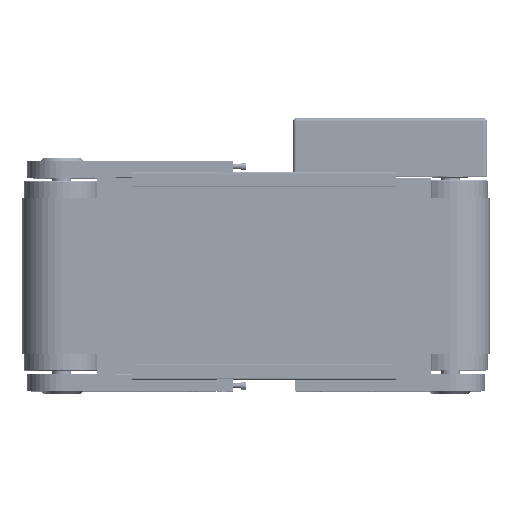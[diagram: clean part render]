
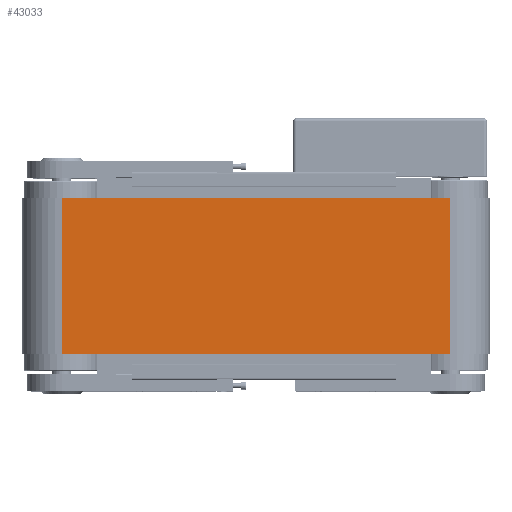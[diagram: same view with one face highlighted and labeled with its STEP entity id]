
A CAD part, top view. The second image highlights one B-rep face of the part: STEP entity #43033.
In plain terms, the highlighted planar face has unit normal (0, 0, 1).
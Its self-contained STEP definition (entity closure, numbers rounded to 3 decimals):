
#42893=CARTESIAN_POINT('',(0.,-100.0,51.));
#42894=VERTEX_POINT('',#42893);
#42904=CARTESIAN_POINT('',(-500.0,-100.0,51.));
#42905=VERTEX_POINT('',#42904);
#42906=CARTESIAN_POINT('',(-500.0,-100.0,51.));
#42907=DIRECTION('',(1.0,0.0,0.0));
#42908=VECTOR('',#42907,500.0);
#42909=LINE('',#42906,#42908);
#42910=EDGE_CURVE('',#42905,#42894,#42909,.T.);
#42941=CARTESIAN_POINT('',(-500.0,100.0,51.));
#42942=VERTEX_POINT('',#42941);
#42959=CARTESIAN_POINT('',(-500.0,100.0,51.));
#42960=DIRECTION('',(0.0,-1.0,0.0));
#42961=VECTOR('',#42960,200.0);
#42962=LINE('',#42959,#42961);
#42963=EDGE_CURVE('',#42942,#42905,#42962,.T.);
#42997=CARTESIAN_POINT('',(0.,100.0,51.));
#42998=VERTEX_POINT('',#42997);
#43006=CARTESIAN_POINT('',(0.,-100.0,51.));
#43007=DIRECTION('',(0.0,1.0,0.0));
#43008=VECTOR('',#43007,200.0);
#43009=LINE('',#43006,#43008);
#43010=EDGE_CURVE('',#42894,#42998,#43009,.T.);
#43017=CARTESIAN_POINT('',(0.,0.0,51.));
#43018=DIRECTION('',(0.0,0.0,1.0));
#43019=DIRECTION('',(1.0,0.0,0.0));
#43020=AXIS2_PLACEMENT_3D('',#43017,#43018,#43019);
#43021=PLANE('',#43020);
#43022=CARTESIAN_POINT('',(0.,100.0,51.));
#43023=DIRECTION('',(-1.0,0.0,0.0));
#43024=VECTOR('',#43023,500.0);
#43025=LINE('',#43022,#43024);
#43026=EDGE_CURVE('',#42998,#42942,#43025,.T.);
#43027=ORIENTED_EDGE('',*,*,#43026,.T.);
#43028=ORIENTED_EDGE('',*,*,#42963,.T.);
#43029=ORIENTED_EDGE('',*,*,#42910,.T.);
#43030=ORIENTED_EDGE('',*,*,#43010,.T.);
#43031=EDGE_LOOP('',(#43027,#43028,#43029,#43030));
#43032=FACE_OUTER_BOUND('',#43031,.T.);
#43033=ADVANCED_FACE('',(#43032),#43021,.T.);
